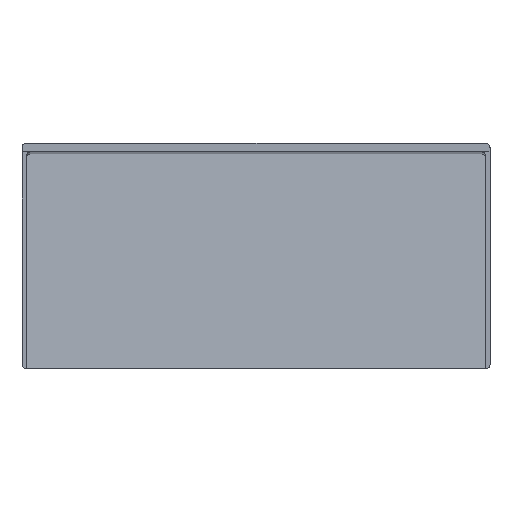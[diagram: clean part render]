
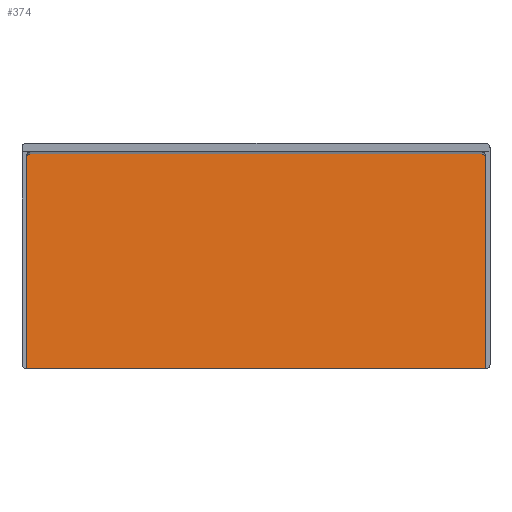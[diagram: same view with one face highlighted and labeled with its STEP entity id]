
A CAD part, top view. The second image highlights one B-rep face of the part: STEP entity #374.
In plain terms, the highlighted planar face has unit normal (0, 0.087, 0.996).
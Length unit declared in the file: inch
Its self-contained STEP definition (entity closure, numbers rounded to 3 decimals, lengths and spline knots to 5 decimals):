
#24=PLANE('',#426);
#46=FACE_OUTER_BOUND('',#68,.T.);
#68=EDGE_LOOP('',(#322,#323,#324,#325,#326,#327));
#85=LINE('',#557,#121);
#112=LINE('',#636,#148);
#115=LINE('',#644,#151);
#116=LINE('',#645,#152);
#121=VECTOR('',#443,0.3937);
#148=VECTOR('',#524,0.3937);
#151=VECTOR('',#533,0.3937);
#152=VECTOR('',#534,0.3937);
#159=CIRCLE('',#422,0.05);
#160=CIRCLE('',#425,0.05);
#164=VERTEX_POINT('',#552);
#165=VERTEX_POINT('',#556);
#189=VERTEX_POINT('',#630);
#190=VERTEX_POINT('',#631);
#191=VERTEX_POINT('',#638);
#192=VERTEX_POINT('',#640);
#197=EDGE_CURVE('',#165,#164,#85,.T.);
#234=EDGE_CURVE('',#189,#190,#159,.T.);
#237=EDGE_CURVE('',#189,#164,#112,.T.);
#239=EDGE_CURVE('',#192,#191,#160,.T.);
#241=EDGE_CURVE('',#192,#190,#115,.T.);
#242=EDGE_CURVE('',#165,#191,#116,.T.);
#322=ORIENTED_EDGE('',*,*,#234,.T.);
#323=ORIENTED_EDGE('',*,*,#241,.F.);
#324=ORIENTED_EDGE('',*,*,#239,.T.);
#325=ORIENTED_EDGE('',*,*,#242,.F.);
#326=ORIENTED_EDGE('',*,*,#197,.T.);
#327=ORIENTED_EDGE('',*,*,#237,.F.);
#374=ADVANCED_FACE('',(#46),#24,.T.);
#422=AXIS2_PLACEMENT_3D('',#632,#518,#519);
#425=AXIS2_PLACEMENT_3D('',#641,#528,#529);
#426=AXIS2_PLACEMENT_3D('',#643,#531,#532);
#443=DIRECTION('',(1.,0.,0.));
#518=DIRECTION('center_axis',(0.,0.087,0.996));
#519=DIRECTION('ref_axis',(0.707,0.704,-0.062));
#524=DIRECTION('',(0.,-0.996,0.087));
#528=DIRECTION('center_axis',(0.,0.087,0.996));
#529=DIRECTION('ref_axis',(-0.707,0.704,-0.062));
#531=DIRECTION('center_axis',(0.,0.087,0.996));
#532=DIRECTION('ref_axis',(0.,-0.996,0.087));
#533=DIRECTION('',(1.,0.,0.));
#534=DIRECTION('',(0.,0.996,-0.087));
#552=CARTESIAN_POINT('',(5.325,0.,0.21789));
#556=CARTESIAN_POINT('',(0.,0.,0.21789));
#557=CARTESIAN_POINT('',(0.,0.,0.21789));
#630=CARTESIAN_POINT('',(5.325,2.44068,0.00436));
#631=CARTESIAN_POINT('',(5.275,2.49049,0.));
#632=CARTESIAN_POINT('Origin',(5.275,2.44068,0.00436));
#636=CARTESIAN_POINT('',(5.325,0.,0.21789));
#638=CARTESIAN_POINT('',(0.,2.44068,0.00436));
#640=CARTESIAN_POINT('',(0.05,2.49049,0.));
#641=CARTESIAN_POINT('Origin',(0.05,2.44068,0.00436));
#643=CARTESIAN_POINT('Origin',(0.,2.49049,0.));
#644=CARTESIAN_POINT('',(0.,2.49049,0.));
#645=CARTESIAN_POINT('',(0.,0.,0.21789));
